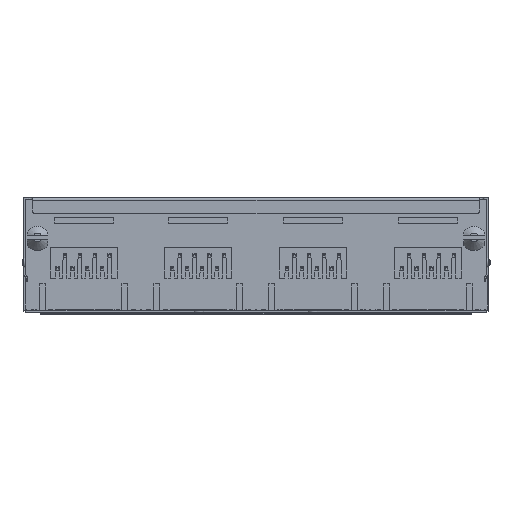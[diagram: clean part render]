
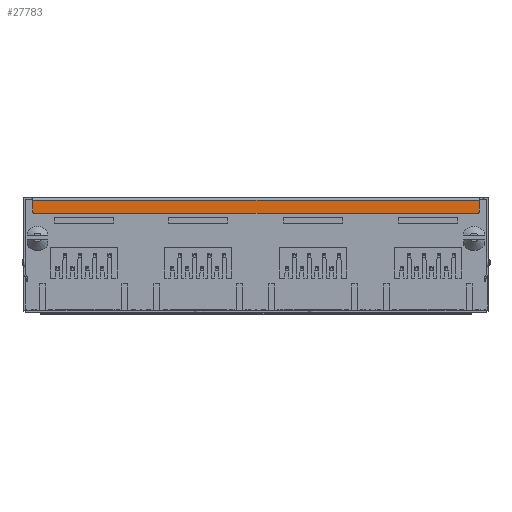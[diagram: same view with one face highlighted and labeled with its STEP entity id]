
A CAD part, top view. The second image highlights one B-rep face of the part: STEP entity #27783.
In plain terms, the highlighted planar face has unit normal (0, 0, 1).
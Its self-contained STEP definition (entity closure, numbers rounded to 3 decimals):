
#81 = VERTEX_POINT ( 'NONE', #297 ) ;
#297 = CARTESIAN_POINT ( 'NONE',  ( -30.525, 3.15, -1.79 ) ) ;
#407 = ORIENTED_EDGE ( 'NONE', *, *, #11694, .T. ) ;
#2199 = CARTESIAN_POINT ( 'NONE',  ( 30.825, 1.65, -1.79 ) ) ;
#3664 = CARTESIAN_POINT ( 'NONE',  ( -30.225, 1.65, -1.79 ) ) ;
#7073 = DIRECTION ( 'NONE',  ( 0., 0., 1. ) ) ;
#7481 = CARTESIAN_POINT ( 'NONE',  ( -30.525, 3.15, -1.79 ) ) ;
#7717 = VERTEX_POINT ( 'NONE', #27139 ) ;
#8403 = ORIENTED_EDGE ( 'NONE', *, *, #39122, .F. ) ;
#8958 = DIRECTION ( 'NONE',  ( 0., 0., 1. ) ) ;
#9351 = VERTEX_POINT ( 'NONE', #42118 ) ;
#9375 = CARTESIAN_POINT ( 'NONE',  ( -30.225, 1.35, -1.79 ) ) ;
#11694 = EDGE_CURVE ( 'NONE', #17611, #29246, #37330, .T. ) ;
#13768 = AXIS2_PLACEMENT_3D ( 'NONE', #3664, #36749, #37009 ) ;
#17302 = CIRCLE ( 'NONE', #53946, 0.3 ) ;
#17611 = VERTEX_POINT ( 'NONE', #27495 ) ;
#20723 = DIRECTION ( 'NONE',  ( 0., -1., 0. ) ) ;
#22718 = DIRECTION ( 'NONE',  ( 0., 1., 0. ) ) ;
#23746 = DIRECTION ( 'NONE',  ( 1., 0., 0. ) ) ;
#24218 = EDGE_CURVE ( 'NONE', #81, #7717, #32625, .T. ) ;
#27139 = CARTESIAN_POINT ( 'NONE',  ( 30.825, 3.15, -1.79 ) ) ;
#27495 = CARTESIAN_POINT ( 'NONE',  ( -30.525, 1.65, -1.79 ) ) ;
#27783 = ADVANCED_FACE ( 'NONE', ( #40151 ), #45310, .T. ) ;
#29246 = VERTEX_POINT ( 'NONE', #9375 ) ;
#29612 = VECTOR ( 'NONE', #42870, 1000. ) ;
#29994 = CARTESIAN_POINT ( 'NONE',  ( 30.525, 1.65, -1.79 ) ) ;
#30900 = CARTESIAN_POINT ( 'NONE',  ( 30.825, 1.65, -1.79 ) ) ;
#31233 = ORIENTED_EDGE ( 'NONE', *, *, #50550, .T. ) ;
#31655 = LINE ( 'NONE', #32470, #39029 ) ;
#32470 = CARTESIAN_POINT ( 'NONE',  ( 30.525, 1.35, -1.79 ) ) ;
#32625 = LINE ( 'NONE', #7481, #37812 ) ;
#33425 = ORIENTED_EDGE ( 'NONE', *, *, #44995, .T. ) ;
#33558 = LINE ( 'NONE', #50228, #29612 ) ;
#36191 = DIRECTION ( 'NONE',  ( 1., 0., 0. ) ) ;
#36749 = DIRECTION ( 'NONE',  ( 0., 0., 1. ) ) ;
#37009 = DIRECTION ( 'NONE',  ( -1., 0., 0. ) ) ;
#37330 = CIRCLE ( 'NONE', #13768, 0.3 ) ;
#37812 = VECTOR ( 'NONE', #36191, 1000. ) ;
#39029 = VECTOR ( 'NONE', #39866, 1000. ) ;
#39122 = EDGE_CURVE ( 'NONE', #9351, #29246, #31655, .T. ) ;
#39866 = DIRECTION ( 'NONE',  ( -1., 0., 0. ) ) ;
#40151 = FACE_OUTER_BOUND ( 'NONE', #48447, .T. ) ;
#42118 = CARTESIAN_POINT ( 'NONE',  ( 30.525, 1.35, -1.79 ) ) ;
#42870 = DIRECTION ( 'NONE',  ( 0., -1., 0. ) ) ;
#44005 = LINE ( 'NONE', #2199, #44160 ) ;
#44160 = VECTOR ( 'NONE', #22718, 1000. ) ;
#44834 = ORIENTED_EDGE ( 'NONE', *, *, #24218, .F. ) ;
#44995 = EDGE_CURVE ( 'NONE', #52790, #7717, #44005, .T. ) ;
#45310 = PLANE ( 'NONE',  #51166 ) ;
#48447 = EDGE_LOOP ( 'NONE', ( #8403, #53903, #33425, #44834, #31233, #407 ) ) ;
#49299 = EDGE_CURVE ( 'NONE', #9351, #52790, #17302, .T. ) ;
#49675 = CARTESIAN_POINT ( 'NONE',  ( 32.025, 3.5, -1.79 ) ) ;
#50228 = CARTESIAN_POINT ( 'NONE',  ( -30.525, 3.15, -1.79 ) ) ;
#50550 = EDGE_CURVE ( 'NONE', #81, #17611, #33558, .T. ) ;
#51166 = AXIS2_PLACEMENT_3D ( 'NONE', #49675, #7073, #23746 ) ;
#52790 = VERTEX_POINT ( 'NONE', #30900 ) ;
#53903 = ORIENTED_EDGE ( 'NONE', *, *, #49299, .T. ) ;
#53946 = AXIS2_PLACEMENT_3D ( 'NONE', #29994, #8958, #20723 ) ;
